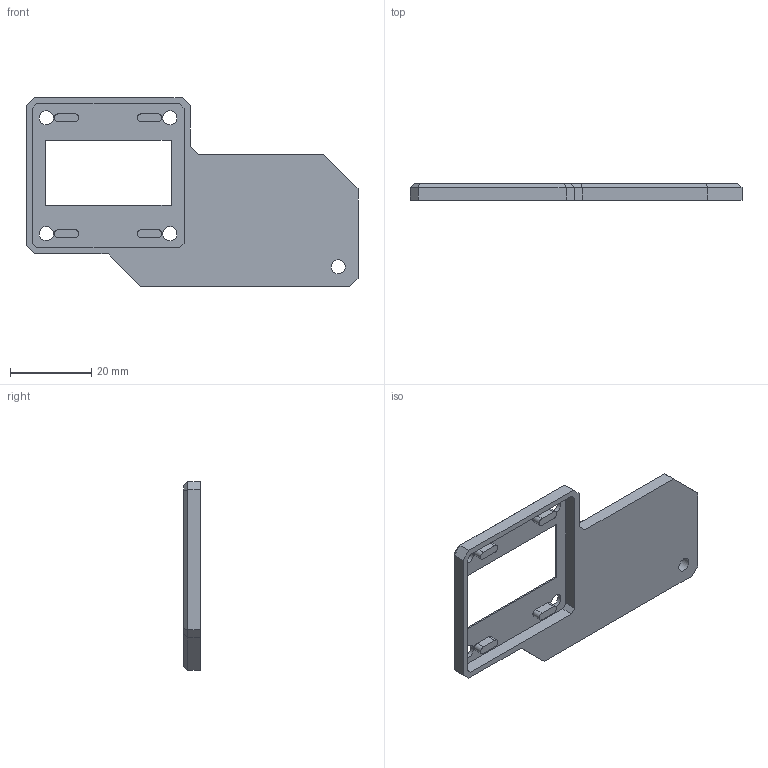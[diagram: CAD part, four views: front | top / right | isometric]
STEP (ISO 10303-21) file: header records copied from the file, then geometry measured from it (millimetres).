
FILE_DESCRIPTION(/* description */ (''),/* implementation_level */ '2;1');
FILE_NAME(/* name */ 'Faceplate Audiomaquinas v32.step',/* time_stamp */ '2024-02-21T18:13:14-06:00',/* author */ (''),/* organization */ (''),/* preprocessor_version */ 'ST-DEVELOPER v20',/* originating_system */ 'Autodesk Translation Framework v12.20.1.177',/* authorisation */ '');
FILE_SCHEMA (('AUTOMOTIVE_DESIGN { 1 0 10303 214 3 1 1 }'));
Length unit declared in the file: millimetre
Products named in the file (1): Caratula
Bounding box: 81.7 x 4.1 x 46.5 mm (x, y, z)
Volume: 7406.5 mm3; surface area: 6628.2 mm2
Topology: 1 solids, 1 shells, 142 faces, 363 edges, 236 vertices
Faces by surface type: plane 71, bspline 58, cylinder 13
Full cylindrical faces by diameter (mm): 3.5 x5
Entity records: 4447 total; most frequent: CARTESIAN_POINT 1496, ORIENTED_EDGE 726, DIRECTION 443, EDGE_CURVE 363, VERTEX_POINT 236, LINE 221, VECTOR 221, EDGE_LOOP 167
